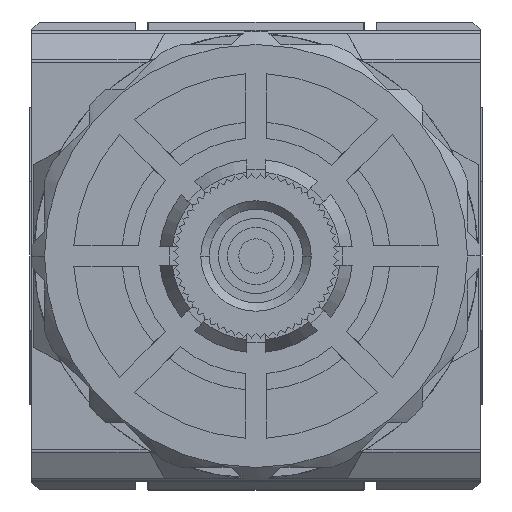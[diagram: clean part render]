
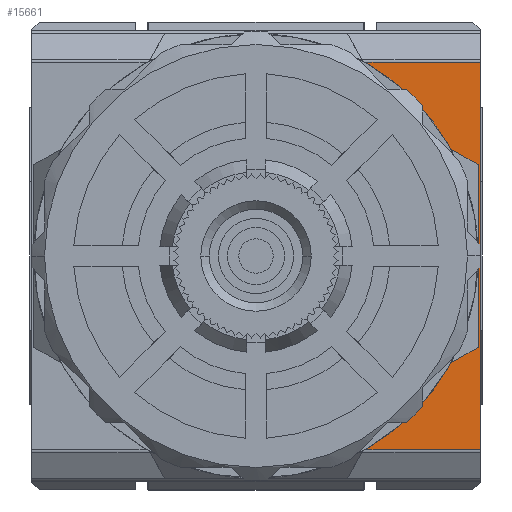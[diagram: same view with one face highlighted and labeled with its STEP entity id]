
A CAD part, front view. The second image highlights one B-rep face of the part: STEP entity #15661.
In plain terms, the highlighted planar face has unit normal (0, -1, 0).
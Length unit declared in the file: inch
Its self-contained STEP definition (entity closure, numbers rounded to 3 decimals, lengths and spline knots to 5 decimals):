
#27 = ORIENTED_EDGE ( 'NONE', *, *, #49058, .F. ) ;
#841 = VECTOR ( 'NONE', #32312, 39.37008 ) ;
#1030 = VECTOR ( 'NONE', #14886, 39.37008 ) ;
#1945 = LINE ( 'NONE', #51806, #54537 ) ;
#3579 = EDGE_CURVE ( 'NONE', #20589, #14279, #1945, .T. ) ;
#4250 = CARTESIAN_POINT ( 'NONE',  ( 0.82283, -1.00787, -0.71021 ) ) ;
#4537 = CIRCLE ( 'NONE', #48133, 0.81496 ) ;
#8519 = VECTOR ( 'NONE', #18512, 39.37008 ) ;
#8530 = CARTESIAN_POINT ( 'NONE',  ( 0.82283, -1.00787, -0.71021 ) ) ;
#10522 = VERTEX_POINT ( 'NONE', #57696 ) ;
#10547 = DIRECTION ( 'NONE',  ( 0., 0., 1. ) ) ;
#11028 = LINE ( 'NONE', #15174, #1030 ) ;
#11484 = ORIENTED_EDGE ( 'NONE', *, *, #19383, .F. ) ;
#13888 = ORIENTED_EDGE ( 'NONE', *, *, #28232, .F. ) ;
#14279 = VERTEX_POINT ( 'NONE', #40130 ) ;
#14301 = CARTESIAN_POINT ( 'NONE',  ( 0.39971, -1.00787, 0.71021 ) ) ;
#14407 = FACE_OUTER_BOUND ( 'NONE', #44958, .T. ) ;
#14886 = DIRECTION ( 'NONE',  ( 0., 0., -1. ) ) ;
#15106 = LINE ( 'NONE', #33499, #841 ) ;
#15174 = CARTESIAN_POINT ( 'NONE',  ( 0.82283, -1.00787, 0.71021 ) ) ;
#15661 = ADVANCED_FACE ( 'NONE', ( #14407 ), #31926, .F. ) ;
#16913 = VERTEX_POINT ( 'NONE', #42598 ) ;
#17903 = LINE ( 'NONE', #58571, #32385 ) ;
#18284 = CARTESIAN_POINT ( 'NONE',  ( 0.82283, -1.00787, 0.71021 ) ) ;
#18326 = DIRECTION ( 'NONE',  ( 0., 0., 1. ) ) ;
#18512 = DIRECTION ( 'NONE',  ( -0.866, 0., 0.5 ) ) ;
#19383 = EDGE_CURVE ( 'NONE', #23175, #10522, #4537, .T. ) ;
#20184 = CARTESIAN_POINT ( 'NONE',  ( 0.71397, -1.00787, 0.39296 ) ) ;
#20306 = CARTESIAN_POINT ( 'NONE',  ( 0.81496, -1.00787, 0.33465 ) ) ;
#20589 = VERTEX_POINT ( 'NONE', #14301 ) ;
#20971 = ORIENTED_EDGE ( 'NONE', *, *, #3579, .F. ) ;
#22170 = DIRECTION ( 'NONE',  ( -1., 0., 0. ) ) ;
#23175 = VERTEX_POINT ( 'NONE', #55762 ) ;
#23207 = EDGE_CURVE ( 'NONE', #10522, #16913, #15106, .T. ) ;
#26410 = EDGE_CURVE ( 'NONE', #33316, #20589, #41890, .T. ) ;
#27111 = VERTEX_POINT ( 'NONE', #4250 ) ;
#27946 = DIRECTION ( 'NONE',  ( 0., 0., 1. ) ) ;
#27997 = VERTEX_POINT ( 'NONE', #20306 ) ;
#28232 = EDGE_CURVE ( 'NONE', #16913, #27997, #17903, .T. ) ;
#30625 = AXIS2_PLACEMENT_3D ( 'NONE', #18284, #50612, #10547 ) ;
#31597 = CARTESIAN_POINT ( 'NONE',  ( 0.81496, -1.00787, 0.33465 ) ) ;
#31926 = PLANE ( 'NONE',  #30625 ) ;
#32243 = DIRECTION ( 'NONE',  ( 0., -1., 0. ) ) ;
#32312 = DIRECTION ( 'NONE',  ( 0.866, 0., 0.5 ) ) ;
#32385 = VECTOR ( 'NONE', #27946, 39.37008 ) ;
#33316 = VERTEX_POINT ( 'NONE', #20184 ) ;
#33499 = CARTESIAN_POINT ( 'NONE',  ( 0.71397, -1.00787, -0.39296 ) ) ;
#38150 = EDGE_CURVE ( 'NONE', #14279, #27111, #11028, .T. ) ;
#40130 = CARTESIAN_POINT ( 'NONE',  ( 0.82283, -1.00787, 0.71021 ) ) ;
#41890 = CIRCLE ( 'NONE', #46633, 0.81496 ) ;
#42598 = CARTESIAN_POINT ( 'NONE',  ( 0.81496, -1.00787, -0.33465 ) ) ;
#43338 = ORIENTED_EDGE ( 'NONE', *, *, #26410, .F. ) ;
#44889 = CARTESIAN_POINT ( 'NONE',  ( 0., -1.00787, 0. ) ) ;
#44958 = EDGE_LOOP ( 'NONE', ( #58641, #51632, #20971, #43338, #27, #13888, #56227, #11484 ) ) ;
#46094 = VECTOR ( 'NONE', #22170, 39.37008 ) ;
#46633 = AXIS2_PLACEMENT_3D ( 'NONE', #55097, #32243, #18326 ) ;
#46845 = DIRECTION ( 'NONE',  ( 0., -1., 0. ) ) ;
#48133 = AXIS2_PLACEMENT_3D ( 'NONE', #44889, #46845, #55754 ) ;
#49058 = EDGE_CURVE ( 'NONE', #27997, #33316, #49992, .T. ) ;
#49178 = LINE ( 'NONE', #8530, #46094 ) ;
#49992 = LINE ( 'NONE', #31597, #8519 ) ;
#50612 = DIRECTION ( 'NONE',  ( 0., 1., 0. ) ) ;
#51632 = ORIENTED_EDGE ( 'NONE', *, *, #38150, .F. ) ;
#51806 = CARTESIAN_POINT ( 'NONE',  ( 0.82283, -1.00787, 0.71021 ) ) ;
#54537 = VECTOR ( 'NONE', #55947, 39.37008 ) ;
#55097 = CARTESIAN_POINT ( 'NONE',  ( 0., -1.00787, 0. ) ) ;
#55754 = DIRECTION ( 'NONE',  ( 0., 0., 1. ) ) ;
#55762 = CARTESIAN_POINT ( 'NONE',  ( 0.39971, -1.00787, -0.71021 ) ) ;
#55947 = DIRECTION ( 'NONE',  ( 1., 0., 0. ) ) ;
#56227 = ORIENTED_EDGE ( 'NONE', *, *, #23207, .F. ) ;
#57696 = CARTESIAN_POINT ( 'NONE',  ( 0.71397, -1.00787, -0.39296 ) ) ;
#58021 = EDGE_CURVE ( 'NONE', #27111, #23175, #49178, .T. ) ;
#58571 = CARTESIAN_POINT ( 'NONE',  ( 0.81496, -1.00787, 0.71021 ) ) ;
#58641 = ORIENTED_EDGE ( 'NONE', *, *, #58021, .F. ) ;
